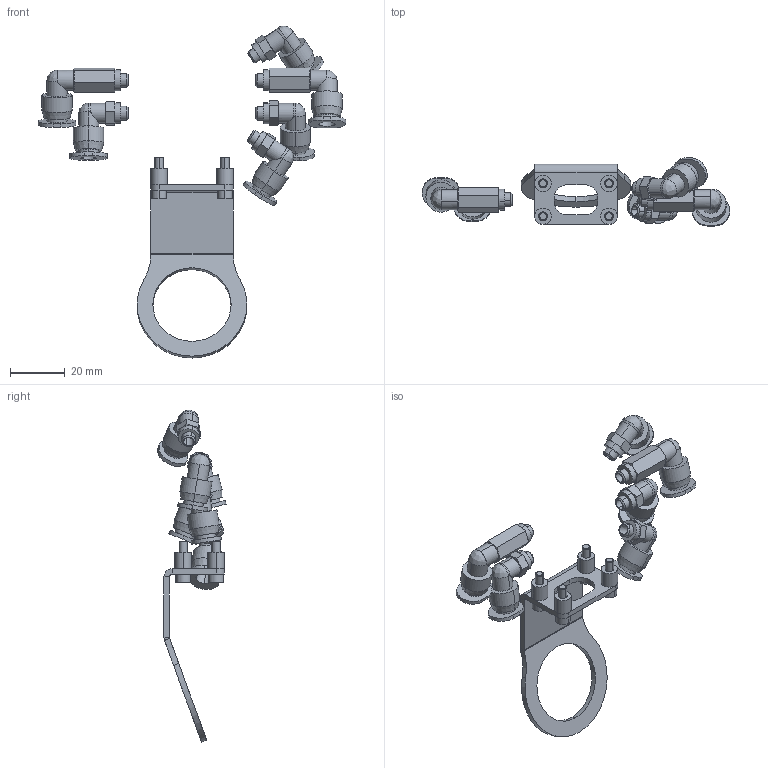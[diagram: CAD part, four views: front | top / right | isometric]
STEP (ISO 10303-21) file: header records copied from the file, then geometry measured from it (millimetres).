
FILE_DESCRIPTION (( 'STEP AP203' ), '1' );
FILE_NAME ('P1129.STEP', '2020-06-11T14:04:13', ( '' ), ( '' ), 'SwSTEP 2.0', 'SolidWorks 2019', '' );
FILE_SCHEMA (( 'CONFIG_CONTROL_DESIGN' ));
Length unit declared in the file: millimetre
Products named in the file (1): P1129
Bounding box: 112.12 x 24.82 x 120.97 mm (x, y, z)
Volume: 12635.4 mm3; surface area: 16818 mm2
Topology: 15 solids, 15 shells, 464 faces, 1078 edges, 662 vertices
Faces by surface type: cylinder 169, plane 165, cone 104, bspline 26
Entity records: 14209 total; most frequent: CARTESIAN_POINT 3781, DIRECTION 2188, ORIENTED_EDGE 2104, EDGE_CURVE 1052, AXIS2_PLACEMENT_3D 901, VERTEX_POINT 662, EDGE_LOOP 540, FACE_OUTER_BOUND 464
